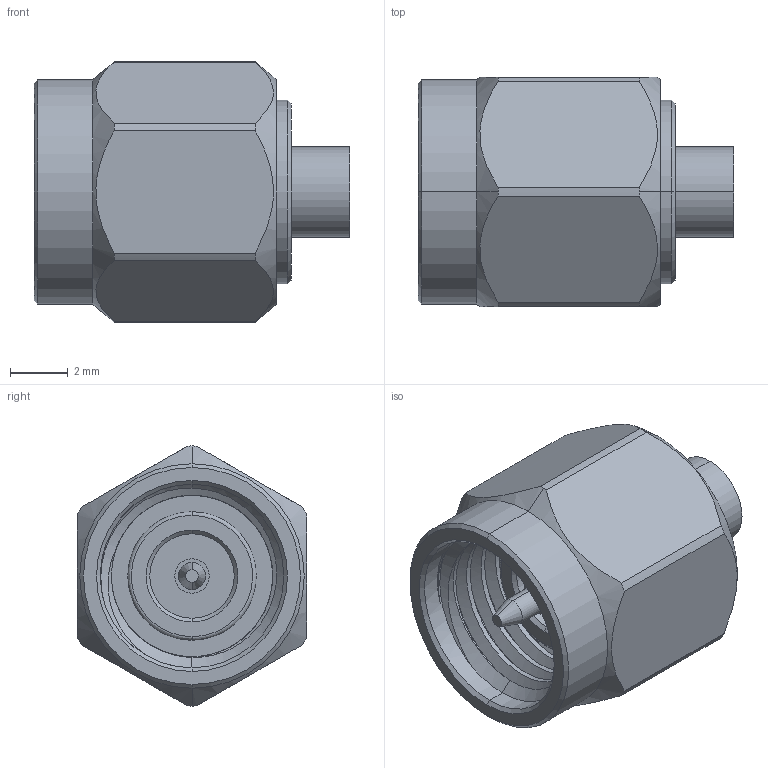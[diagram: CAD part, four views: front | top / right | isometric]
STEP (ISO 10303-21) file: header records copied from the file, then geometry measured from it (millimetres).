
FILE_DESCRIPTION (( 'STEP AP203' ), '1' );
FILE_NAME ('PE4988_3D.step', '2021-10-11T15:58:18', ( '' ), ( '' ), 'SwSTEP 2.0', 'SolidWorks 2021', '' );
FILE_SCHEMA (( 'CONFIG_CONTROL_DESIGN' ));
Length unit declared in the file: inch
Products named in the file (1): PE4988_3D
Bounding box: 10.92 x 7.94 x 8.99 mm (x, y, z)
Volume: 340.4 mm3; surface area: 578.4 mm2
Topology: 1 solids, 1 shells, 82 faces, 191 edges, 120 vertices
Faces by surface type: cylinder 39, cone 21, plane 17, bspline 5
Entity records: 3648 total; most frequent: CARTESIAN_POINT 1766, ORIENTED_EDGE 382, DIRECTION 373, EDGE_CURVE 191, AXIS2_PLACEMENT_3D 154, VERTEX_POINT 120, EDGE_LOOP 91, FACE_OUTER_BOUND 82
